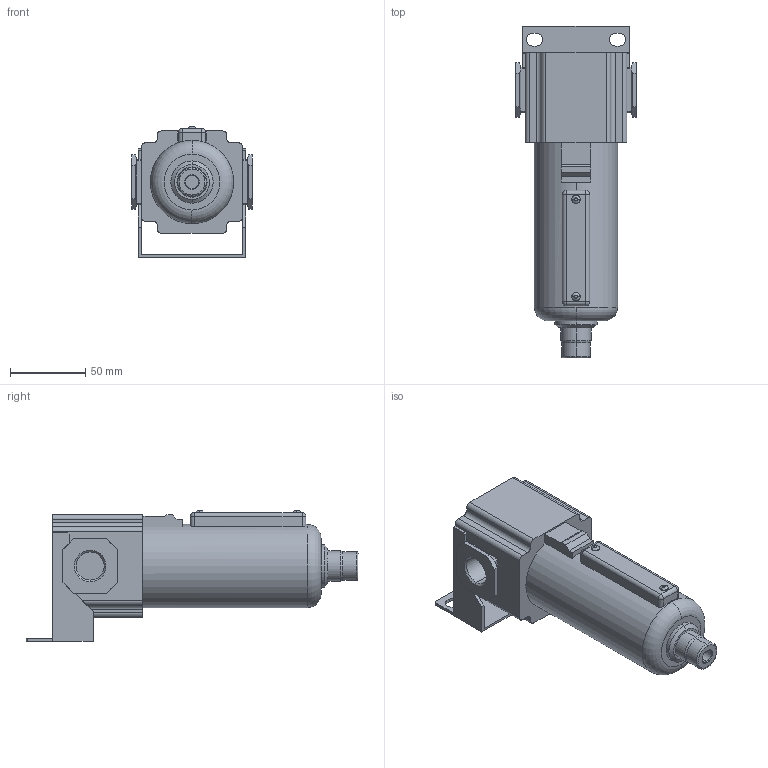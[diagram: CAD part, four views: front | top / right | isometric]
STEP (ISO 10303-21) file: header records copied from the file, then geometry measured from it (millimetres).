
FILE_DESCRIPTION (( 'STEP AP203' ), '1' );
FILE_NAME ('AF2-443-AD.step', '2020-04-16T19:51:17', ( '' ), ( '' ), 'SwSTEP 2.0', 'SolidWorks 2019', '' );
FILE_SCHEMA (( 'CONFIG_CONTROL_DESIGN' ));
Length unit declared in the file: millimetre
Products named in the file (1): AF2-443-AD
Bounding box: 80 x 220 x 86.8 mm (x, y, z)
Volume: 567219 mm3; surface area: 61405.4 mm2
Topology: 1 solids, 1 shells, 161 faces, 421 edges, 268 vertices
Faces by surface type: plane 95, cylinder 44, cone 10, sphere 4, bspline 4, torus 4
Entity records: 5102 total; most frequent: CARTESIAN_POINT 1011, ORIENTED_EDGE 842, DIRECTION 831, EDGE_CURVE 421, VECTOR 303, LINE 303, VERTEX_POINT 268, AXIS2_PLACEMENT_3D 264
